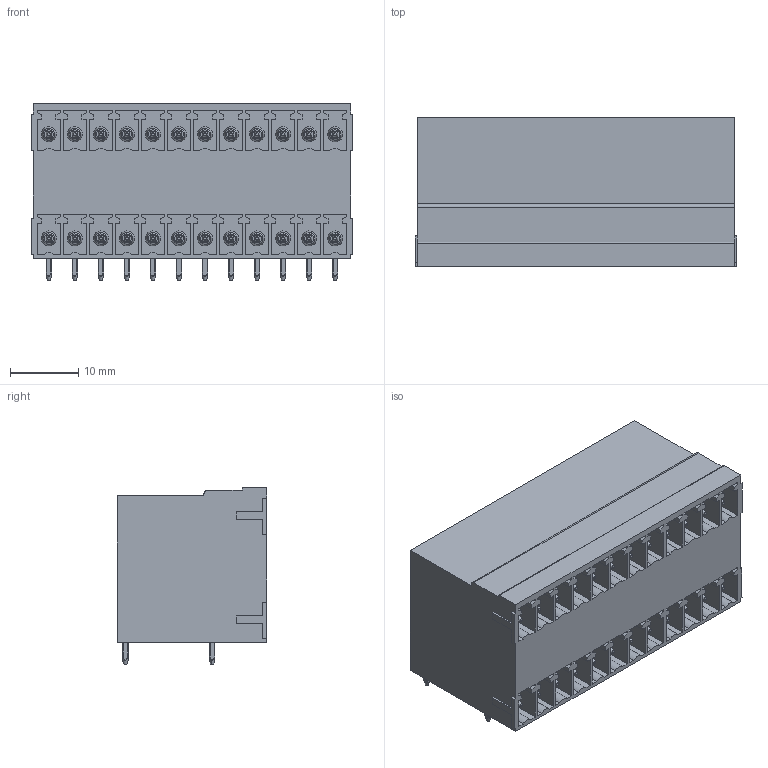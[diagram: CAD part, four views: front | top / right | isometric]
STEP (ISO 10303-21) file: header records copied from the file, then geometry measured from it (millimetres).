
FILE_DESCRIPTION(('CATIA V5 STEP Exchange','CAx-IF Rec.Pracs.--- Model Styling and Organization---1.2---2011-12-15'),'2;1');
FILE_NAME ('D1460827_0_1973830000_1973830000.stp','2018-10-05T05:05:25+00:00',('none'),('Weidmueller'),'CATIA Version 5-6 Release 2014','CATIA V5 STEP AP214','none');
FILE_SCHEMA(('AUTOMOTIVE_DESIGN { 1 0 10303 214 1 1 1 1 }'));
Length unit declared in the file: millimetre
Products named in the file (1): 1973830000
Bounding box: 47.11 x 21.9 x 25.9 mm (x, y, z)
Volume: 19511.3 mm3; surface area: 11846.5 mm2
Topology: 25 solids, 25 shells, 1580 faces, 4326 edges, 2844 vertices
Faces by surface type: plane 1026, cylinder 362, cone 144, torus 48
Entity records: 48097 total; most frequent: CARTESIAN_POINT 13171, ORIENTED_EDGE 8652, DIRECTION 4869, EDGE_CURVE 4326, VECTOR 3023, LINE 3023, VERTEX_POINT 2844, EDGE_LOOP 1676
